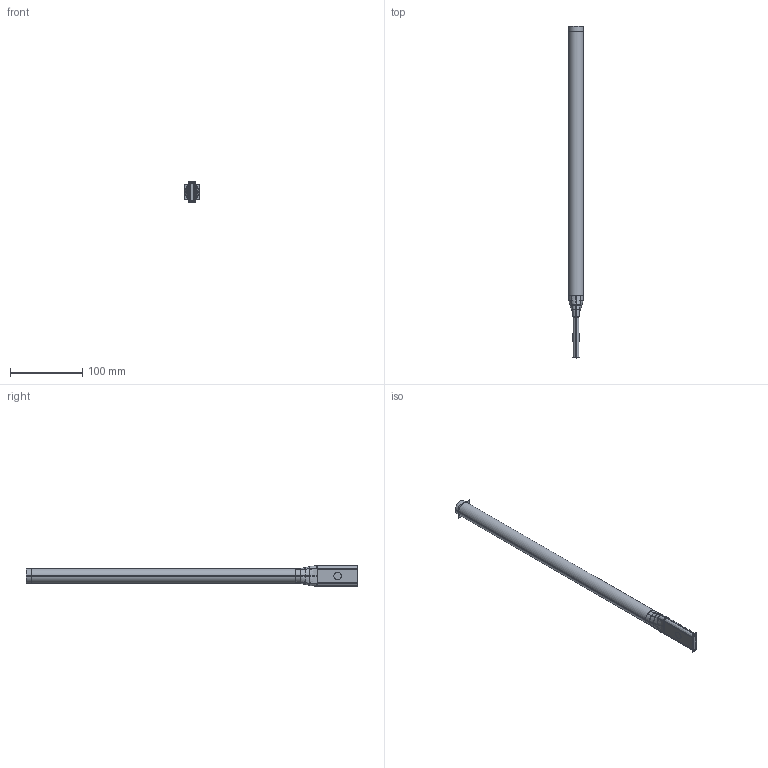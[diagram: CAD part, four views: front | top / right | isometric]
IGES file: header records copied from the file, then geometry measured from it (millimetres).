
Start section:  PTC IGES file: S0795625413.igs
Global section: file name: S0795625413.igs; native system: Pro/ENGINEER by Parametric Technology Corporation; preprocessor: 2005310; author: RCRU51; organization: Unknown; date: 091126.114314; units: millimetre
Bounding box: 21.08 x 458.4 x 29.14 mm (x, y, z)
Surface area: 66778.4 mm2 (no closed solid volume)
Topology: 0 solids, 0 shells, 122 faces, 1491 edges, 1922 vertices
Faces by surface type: bspline 96, revolution 20, extrusion 6
